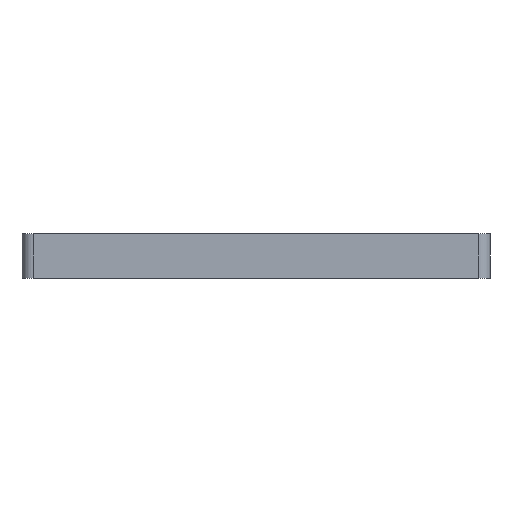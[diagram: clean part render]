
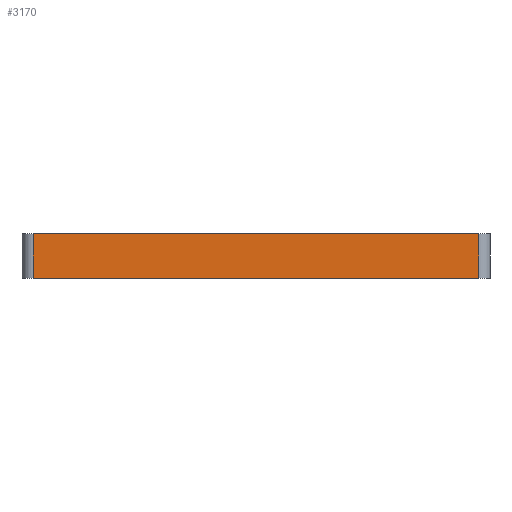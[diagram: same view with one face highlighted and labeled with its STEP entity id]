
A CAD part, front view. The second image highlights one B-rep face of the part: STEP entity #3170.
In plain terms, the highlighted planar face has unit normal (0, -1, 0).
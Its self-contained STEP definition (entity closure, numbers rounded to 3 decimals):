
#32 = PLANE('',#33);
#33 = AXIS2_PLACEMENT_3D('',#34,#35,#36);
#34 = CARTESIAN_POINT('',(0.,-6.125,0.));
#35 = DIRECTION('',(0.,0.,1.));
#36 = DIRECTION('',(1.,0.,0.));
#880 = VERTEX_POINT('',#881);
#881 = CARTESIAN_POINT('',(-20.25,-33.5,0.));
#896 = CYLINDRICAL_SURFACE('',#897,1.);
#897 = AXIS2_PLACEMENT_3D('',#898,#899,#900);
#898 = CARTESIAN_POINT('',(-20.25,-32.5,0.));
#899 = DIRECTION('',(0.,0.,1.));
#900 = DIRECTION('',(-1.,0.,0.));
#908 = EDGE_CURVE('',#909,#880,#911,.T.);
#909 = VERTEX_POINT('',#910);
#910 = CARTESIAN_POINT('',(20.25,-33.5,0.));
#911 = SURFACE_CURVE('',#912,(#916,#923),.PCURVE_S1.);
#912 = LINE('',#913,#914);
#913 = CARTESIAN_POINT('',(21.25,-33.5,0.));
#914 = VECTOR('',#915,1.);
#915 = DIRECTION('',(-1.,0.,0.));
#916 = PCURVE('',#32,#917);
#917 = DEFINITIONAL_REPRESENTATION('',(#918),#922);
#918 = LINE('',#919,#920);
#919 = CARTESIAN_POINT('',(21.25,-27.375));
#920 = VECTOR('',#921,1.);
#921 = DIRECTION('',(-1.,0.));
#922 = ( GEOMETRIC_REPRESENTATION_CONTEXT(2) 
PARAMETRIC_REPRESENTATION_CONTEXT() REPRESENTATION_CONTEXT('2D SPACE',''
  ) );
#923 = PCURVE('',#924,#929);
#924 = PLANE('',#925);
#925 = AXIS2_PLACEMENT_3D('',#926,#927,#928);
#926 = CARTESIAN_POINT('',(21.25,-33.5,0.));
#927 = DIRECTION('',(0.,-1.,0.));
#928 = DIRECTION('',(-1.,0.,0.));
#929 = DEFINITIONAL_REPRESENTATION('',(#930),#934);
#930 = LINE('',#931,#932);
#931 = CARTESIAN_POINT('',(0.,-0.));
#932 = VECTOR('',#933,1.);
#933 = DIRECTION('',(1.,0.));
#934 = ( GEOMETRIC_REPRESENTATION_CONTEXT(2) 
PARAMETRIC_REPRESENTATION_CONTEXT() REPRESENTATION_CONTEXT('2D SPACE',''
  ) );
#957 = CYLINDRICAL_SURFACE('',#958,1.);
#958 = AXIS2_PLACEMENT_3D('',#959,#960,#961);
#959 = CARTESIAN_POINT('',(20.25,-32.5,0.));
#960 = DIRECTION('',(0.,0.,1.));
#961 = DIRECTION('',(1.,0.,0.));
#1173 = PLANE('',#1174);
#1174 = AXIS2_PLACEMENT_3D('',#1175,#1176,#1177);
#1175 = CARTESIAN_POINT('',(0.,-6.125,4.));
#1176 = DIRECTION('',(0.,0.,1.));
#1177 = DIRECTION('',(1.,0.,0.));
#3125 = EDGE_CURVE('',#880,#3126,#3128,.T.);
#3126 = VERTEX_POINT('',#3127);
#3127 = CARTESIAN_POINT('',(-20.25,-33.5,4.));
#3128 = SURFACE_CURVE('',#3129,(#3133,#3140),.PCURVE_S1.);
#3129 = LINE('',#3130,#3131);
#3130 = CARTESIAN_POINT('',(-20.25,-33.5,0.));
#3131 = VECTOR('',#3132,1.);
#3132 = DIRECTION('',(0.,0.,1.));
#3133 = PCURVE('',#896,#3134);
#3134 = DEFINITIONAL_REPRESENTATION('',(#3135),#3139);
#3135 = LINE('',#3136,#3137);
#3136 = CARTESIAN_POINT('',(1.571,0.));
#3137 = VECTOR('',#3138,1.);
#3138 = DIRECTION('',(0.,1.));
#3139 = ( GEOMETRIC_REPRESENTATION_CONTEXT(2) 
PARAMETRIC_REPRESENTATION_CONTEXT() REPRESENTATION_CONTEXT('2D SPACE',''
  ) );
#3140 = PCURVE('',#924,#3141);
#3141 = DEFINITIONAL_REPRESENTATION('',(#3142),#3146);
#3142 = LINE('',#3143,#3144);
#3143 = CARTESIAN_POINT('',(41.5,0.));
#3144 = VECTOR('',#3145,1.);
#3145 = DIRECTION('',(0.,-1.));
#3146 = ( GEOMETRIC_REPRESENTATION_CONTEXT(2) 
PARAMETRIC_REPRESENTATION_CONTEXT() REPRESENTATION_CONTEXT('2D SPACE',''
  ) );
#3170 = ADVANCED_FACE('',(#3171),#924,.T.);
#3171 = FACE_BOUND('',#3172,.T.);
#3172 = EDGE_LOOP('',(#3173,#3174,#3197,#3218));
#3173 = ORIENTED_EDGE('',*,*,#908,.F.);
#3174 = ORIENTED_EDGE('',*,*,#3175,.T.);
#3175 = EDGE_CURVE('',#909,#3176,#3178,.T.);
#3176 = VERTEX_POINT('',#3177);
#3177 = CARTESIAN_POINT('',(20.25,-33.5,4.));
#3178 = SURFACE_CURVE('',#3179,(#3183,#3190),.PCURVE_S1.);
#3179 = LINE('',#3180,#3181);
#3180 = CARTESIAN_POINT('',(20.25,-33.5,0.));
#3181 = VECTOR('',#3182,1.);
#3182 = DIRECTION('',(0.,0.,1.));
#3183 = PCURVE('',#924,#3184);
#3184 = DEFINITIONAL_REPRESENTATION('',(#3185),#3189);
#3185 = LINE('',#3186,#3187);
#3186 = CARTESIAN_POINT('',(1.,0.));
#3187 = VECTOR('',#3188,1.);
#3188 = DIRECTION('',(0.,-1.));
#3189 = ( GEOMETRIC_REPRESENTATION_CONTEXT(2) 
PARAMETRIC_REPRESENTATION_CONTEXT() REPRESENTATION_CONTEXT('2D SPACE',''
  ) );
#3190 = PCURVE('',#957,#3191);
#3191 = DEFINITIONAL_REPRESENTATION('',(#3192),#3196);
#3192 = LINE('',#3193,#3194);
#3193 = CARTESIAN_POINT('',(-1.571,0.));
#3194 = VECTOR('',#3195,1.);
#3195 = DIRECTION('',(-0.,1.));
#3196 = ( GEOMETRIC_REPRESENTATION_CONTEXT(2) 
PARAMETRIC_REPRESENTATION_CONTEXT() REPRESENTATION_CONTEXT('2D SPACE',''
  ) );
#3197 = ORIENTED_EDGE('',*,*,#3198,.T.);
#3198 = EDGE_CURVE('',#3176,#3126,#3199,.T.);
#3199 = SURFACE_CURVE('',#3200,(#3204,#3211),.PCURVE_S1.);
#3200 = LINE('',#3201,#3202);
#3201 = CARTESIAN_POINT('',(21.25,-33.5,4.));
#3202 = VECTOR('',#3203,1.);
#3203 = DIRECTION('',(-1.,0.,0.));
#3204 = PCURVE('',#924,#3205);
#3205 = DEFINITIONAL_REPRESENTATION('',(#3206),#3210);
#3206 = LINE('',#3207,#3208);
#3207 = CARTESIAN_POINT('',(0.,-4.));
#3208 = VECTOR('',#3209,1.);
#3209 = DIRECTION('',(1.,0.));
#3210 = ( GEOMETRIC_REPRESENTATION_CONTEXT(2) 
PARAMETRIC_REPRESENTATION_CONTEXT() REPRESENTATION_CONTEXT('2D SPACE',''
  ) );
#3211 = PCURVE('',#1173,#3212);
#3212 = DEFINITIONAL_REPRESENTATION('',(#3213),#3217);
#3213 = LINE('',#3214,#3215);
#3214 = CARTESIAN_POINT('',(21.25,-27.375));
#3215 = VECTOR('',#3216,1.);
#3216 = DIRECTION('',(-1.,0.));
#3217 = ( GEOMETRIC_REPRESENTATION_CONTEXT(2) 
PARAMETRIC_REPRESENTATION_CONTEXT() REPRESENTATION_CONTEXT('2D SPACE',''
  ) );
#3218 = ORIENTED_EDGE('',*,*,#3125,.F.);
